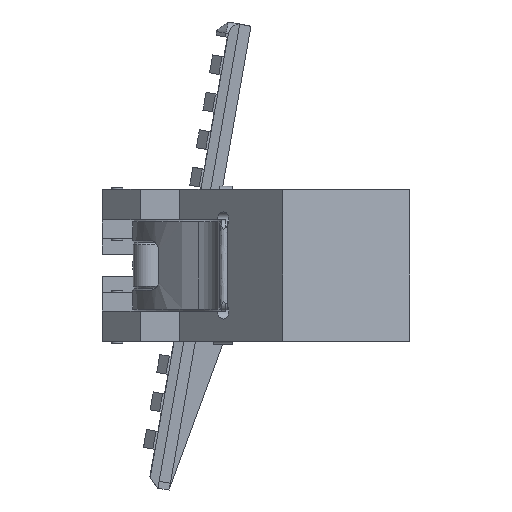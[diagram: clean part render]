
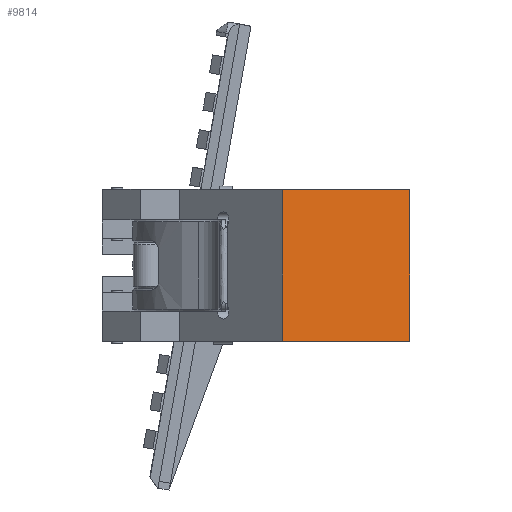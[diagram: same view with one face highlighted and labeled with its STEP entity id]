
A CAD part, left-side view. The second image highlights one B-rep face of the part: STEP entity #9814.
In plain terms, the highlighted planar face has unit normal (-0.985, -0.174, 0).
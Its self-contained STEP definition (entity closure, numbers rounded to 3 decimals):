
#9343 = VERTEX_POINT('',#9344);
#9344 = CARTESIAN_POINT('',(-45.696,14.408,-20.));
#9350 = EDGE_CURVE('',#9343,#9351,#9353,.T.);
#9351 = VERTEX_POINT('',#9352);
#9352 = CARTESIAN_POINT('',(-39.801,-19.024,-20.));
#9353 = LINE('',#9354,#9355);
#9354 = CARTESIAN_POINT('',(-45.696,14.408,-20.));
#9355 = VECTOR('',#9356,1.);
#9356 = DIRECTION('',(0.174,-0.985,0.));
#9796 = VERTEX_POINT('',#9797);
#9797 = CARTESIAN_POINT('',(-39.801,-19.024,20.));
#9803 = EDGE_CURVE('',#9351,#9796,#9804,.T.);
#9804 = LINE('',#9805,#9806);
#9805 = CARTESIAN_POINT('',(-39.801,-19.024,-20.));
#9806 = VECTOR('',#9807,1.);
#9807 = DIRECTION('',(0.,0.,1.));
#9814 = ADVANCED_FACE('',(#9815),#9833,.F.);
#9815 = FACE_BOUND('',#9816,.F.);
#9816 = EDGE_LOOP('',(#9817,#9825,#9831,#9832));
#9817 = ORIENTED_EDGE('',*,*,#9818,.T.);
#9818 = EDGE_CURVE('',#9343,#9819,#9821,.T.);
#9819 = VERTEX_POINT('',#9820);
#9820 = CARTESIAN_POINT('',(-45.696,14.408,20.));
#9821 = LINE('',#9822,#9823);
#9822 = CARTESIAN_POINT('',(-45.696,14.408,-20.));
#9823 = VECTOR('',#9824,1.);
#9824 = DIRECTION('',(0.,0.,1.));
#9825 = ORIENTED_EDGE('',*,*,#9826,.T.);
#9826 = EDGE_CURVE('',#9819,#9796,#9827,.T.);
#9827 = LINE('',#9828,#9829);
#9828 = CARTESIAN_POINT('',(-45.696,14.408,20.));
#9829 = VECTOR('',#9830,1.);
#9830 = DIRECTION('',(0.174,-0.985,0.));
#9831 = ORIENTED_EDGE('',*,*,#9803,.F.);
#9832 = ORIENTED_EDGE('',*,*,#9350,.F.);
#9833 = PLANE('',#9834);
#9834 = AXIS2_PLACEMENT_3D('',#9835,#9836,#9837);
#9835 = CARTESIAN_POINT('',(-45.696,14.408,-20.));
#9836 = DIRECTION('',(0.985,0.174,0.));
#9837 = DIRECTION('',(0.174,-0.985,0.));
